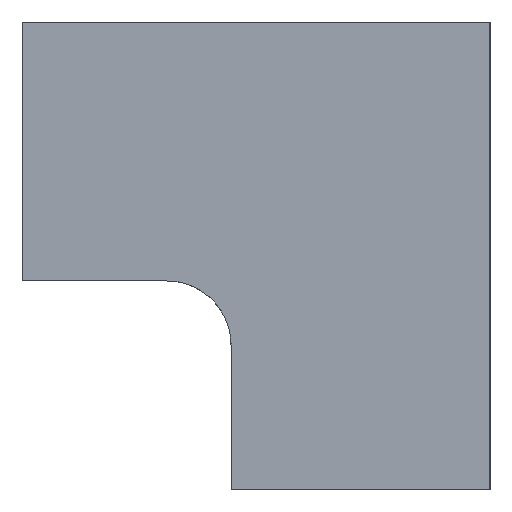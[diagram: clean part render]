
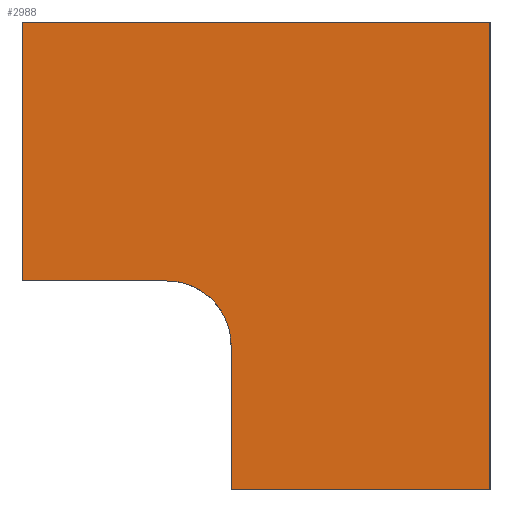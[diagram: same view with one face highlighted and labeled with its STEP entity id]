
A CAD part, left-side view. The second image highlights one B-rep face of the part: STEP entity #2988.
In plain terms, the highlighted planar face has unit normal (-1, 0, -0.018).
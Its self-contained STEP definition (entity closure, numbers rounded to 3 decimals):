
#123 = CARTESIAN_POINT ( 'NONE',  ( -11.344, 0., 0. ) ) ;
#240 = EDGE_LOOP ( 'NONE', ( #2135, #5222, #10361, #9850, #5239, #6585, #3366 ) ) ;
#402 = CARTESIAN_POINT ( 'NONE',  ( -11., 10.9, -19.7 ) ) ;
#1050 = DIRECTION ( 'NONE',  ( 0., -1., 0. ) ) ;
#1103 = CARTESIAN_POINT ( 'NONE',  ( -11.134, 10.9, -12.018 ) ) ;
#1175 = CARTESIAN_POINT ( 'NONE',  ( -11., 19.7, -19.7 ) ) ;
#1260 = PLANE ( 'NONE',  #9986 ) ;
#1316 = DIRECTION ( 'NONE',  ( -0.017, 0., 1. ) ) ;
#1968 = LINE ( 'NONE', #1175, #10200 ) ;
#2052 = VERTEX_POINT ( 'NONE', #9015 ) ;
#2077 = DIRECTION ( 'NONE',  ( -0.017, 0., 1. ) ) ;
#2135 = ORIENTED_EDGE ( 'NONE', *, *, #9217, .F. ) ;
#2158 = CARTESIAN_POINT ( 'NONE',  ( -11., 0., -19.7 ) ) ;
#2472 = VECTOR ( 'NONE', #3988, 1000. ) ;
#2497 = FACE_OUTER_BOUND ( 'NONE', #240, .T. ) ;
#2841 = CARTESIAN_POINT ( 'NONE',  ( -11.344, 0., 0. ) ) ;
#2884 = CARTESIAN_POINT ( 'NONE',  ( -11.154, 13.6, -10.9 ) ) ;
#2988 = ADVANCED_FACE ( 'NONE', ( #2497 ), #1260, .T. ) ;
#3084 = DIRECTION ( 'NONE',  ( -1., 0., -0.017 ) ) ;
#3366 = ORIENTED_EDGE ( 'NONE', *, *, #3726, .F. ) ;
#3726 = EDGE_CURVE ( 'NONE', #4999, #6776, #7435, .T. ) ;
#3889 = EDGE_CURVE ( 'NONE', #8709, #9454, #1968, .T. ) ;
#3942 = VECTOR ( 'NONE', #1316, 1000. ) ;
#3988 = DIRECTION ( 'NONE',  ( 0., 1., 0. ) ) ;
#4744 = CARTESIAN_POINT ( 'NONE',  ( -11.154, 0., -10.9 ) ) ;
#4999 = VERTEX_POINT ( 'NONE', #9286 ) ;
#5006 = CARTESIAN_POINT ( 'NONE',  ( -11., 0., -19.7 ) ) ;
#5031 = LINE ( 'NONE', #4744, #2472 ) ;
#5222 = ORIENTED_EDGE ( 'NONE', *, *, #6382, .F. ) ;
#5239 = ORIENTED_EDGE ( 'NONE', *, *, #5805, .T. ) ;
#5319 = EDGE_CURVE ( 'NONE', #6776, #7422, #8168, .T. ) ;
#5401 = CARTESIAN_POINT ( 'NONE',  ( -11.154, 12.018, -10.9 ) ) ;
#5415 = VECTOR ( 'NONE', #1050, 1000. ) ;
#5719 = CARTESIAN_POINT ( 'NONE',  ( -11.154, 19.7, -10.9 ) ) ;
#5741 = DIRECTION ( 'NONE',  ( 0., 1., 0. ) ) ;
#5805 = EDGE_CURVE ( 'NONE', #2052, #7422, #6606, .T. ) ;
#6171 = DIRECTION ( 'NONE',  ( 0.017, 0., -1. ) ) ;
#6382 = EDGE_CURVE ( 'NONE', #9454, #9090, #7796, .T. ) ;
#6585 = ORIENTED_EDGE ( 'NONE', *, *, #5319, .F. ) ;
#6606 =( BOUNDED_CURVE ( )  B_SPLINE_CURVE ( 3, ( #2884, #5401, #1103, #6991 ),
 .UNSPECIFIED., .F., .F. ) 
 B_SPLINE_CURVE_WITH_KNOTS ( ( 4, 4 ),
 ( 3.142, 4.712 ),
 .UNSPECIFIED. ) 
 CURVE ( )  GEOMETRIC_REPRESENTATION_ITEM ( )  RATIONAL_B_SPLINE_CURVE ( ( 1., 0.805, 0.805, 1. ) ) 
 REPRESENTATION_ITEM ( '' )  );
#6776 = VERTEX_POINT ( 'NONE', #7367 ) ;
#6885 = VECTOR ( 'NONE', #6171, 1000. ) ;
#6991 = CARTESIAN_POINT ( 'NONE',  ( -11.106, 10.9, -13.6 ) ) ;
#7367 = CARTESIAN_POINT ( 'NONE',  ( -11., 10.9, -19.7 ) ) ;
#7422 = VERTEX_POINT ( 'NONE', #8989 ) ;
#7435 = LINE ( 'NONE', #5006, #9587 ) ;
#7796 = LINE ( 'NONE', #2841, #5415 ) ;
#8168 = LINE ( 'NONE', #402, #3942 ) ;
#8523 = LINE ( 'NONE', #9353, #6885 ) ;
#8709 = VERTEX_POINT ( 'NONE', #5719 ) ;
#8760 = DIRECTION ( 'NONE',  ( -0.017, 0., 1. ) ) ;
#8839 = CARTESIAN_POINT ( 'NONE',  ( -11.344, 19.7, 0. ) ) ;
#8989 = CARTESIAN_POINT ( 'NONE',  ( -11.106, 10.9, -13.6 ) ) ;
#9015 = CARTESIAN_POINT ( 'NONE',  ( -11.154, 13.6, -10.9 ) ) ;
#9090 = VERTEX_POINT ( 'NONE', #123 ) ;
#9217 = EDGE_CURVE ( 'NONE', #9090, #4999, #8523, .T. ) ;
#9286 = CARTESIAN_POINT ( 'NONE',  ( -11., 0., -19.7 ) ) ;
#9353 = CARTESIAN_POINT ( 'NONE',  ( -11., 0., -19.7 ) ) ;
#9454 = VERTEX_POINT ( 'NONE', #8839 ) ;
#9587 = VECTOR ( 'NONE', #5741, 1000. ) ;
#9850 = ORIENTED_EDGE ( 'NONE', *, *, #10350, .F. ) ;
#9986 = AXIS2_PLACEMENT_3D ( 'NONE', #2158, #3084, #8760 ) ;
#10200 = VECTOR ( 'NONE', #2077, 1000. ) ;
#10350 = EDGE_CURVE ( 'NONE', #2052, #8709, #5031, .T. ) ;
#10361 = ORIENTED_EDGE ( 'NONE', *, *, #3889, .F. ) ;
